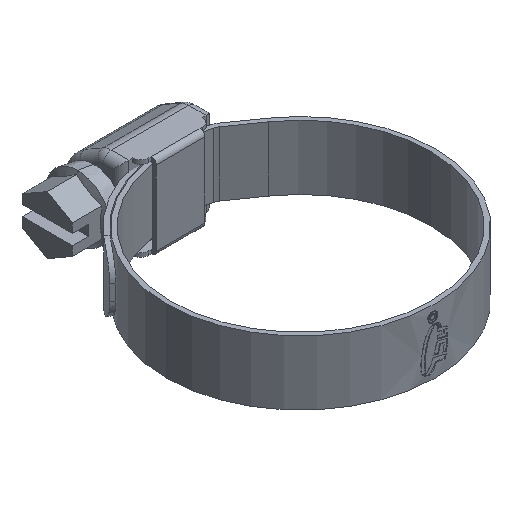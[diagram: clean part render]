
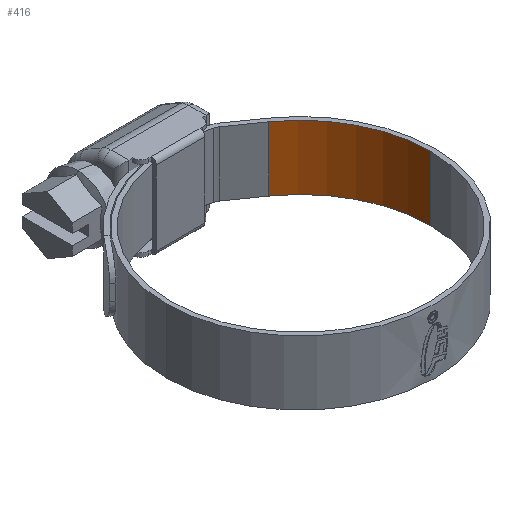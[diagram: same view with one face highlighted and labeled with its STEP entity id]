
A CAD part, isometric view. The second image highlights one B-rep face of the part: STEP entity #416.
In plain terms, the highlighted cylindrical face has radius 16 mm (diameter 32 mm), a partial arc.
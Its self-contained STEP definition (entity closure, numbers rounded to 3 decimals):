
#20 = ORIENTED_EDGE ( 'NONE', *, *, #4909, .F. ) ;
#402 = VERTEX_POINT ( 'NONE', #5678 ) ;
#416 = ADVANCED_FACE ( 'NONE', ( #6895 ), #1541, .F. ) ;
#792 = DIRECTION ( 'NONE',  ( 1., 0., 0. ) ) ;
#808 = CARTESIAN_POINT ( 'NONE',  ( 9.177, 13.106, 3.96 ) ) ;
#1305 = DIRECTION ( 'NONE',  ( 0., 0., 1. ) ) ;
#1511 = VERTEX_POINT ( 'NONE', #7053 ) ;
#1541 = CYLINDRICAL_SURFACE ( 'NONE', #4102, 16. ) ;
#2674 = VERTEX_POINT ( 'NONE', #4196 ) ;
#2865 = VECTOR ( 'NONE', #6822, 1000. ) ;
#2975 = EDGE_LOOP ( 'NONE', ( #20, #3844, #7013, #6450 ) ) ;
#3027 = CARTESIAN_POINT ( 'NONE',  ( 0., 0., -3.96 ) ) ;
#3031 = LINE ( 'NONE', #6194, #6187 ) ;
#3189 = AXIS2_PLACEMENT_3D ( 'NONE', #4729, #6325, #3686 ) ;
#3686 = DIRECTION ( 'NONE',  ( 1., 0., 0. ) ) ;
#3844 = ORIENTED_EDGE ( 'NONE', *, *, #4012, .T. ) ;
#3857 = VERTEX_POINT ( 'NONE', #5864 ) ;
#4005 = AXIS2_PLACEMENT_3D ( 'NONE', #3027, #1305, #792 ) ;
#4012 = EDGE_CURVE ( 'NONE', #2674, #3857, #6303, .T. ) ;
#4102 = AXIS2_PLACEMENT_3D ( 'NONE', #4207, #4753, #5790 ) ;
#4196 = CARTESIAN_POINT ( 'NONE',  ( 16., 0., 3.96 ) ) ;
#4207 = CARTESIAN_POINT ( 'NONE',  ( 0., 0., 3.96 ) ) ;
#4729 = CARTESIAN_POINT ( 'NONE',  ( 0., 0., 3.96 ) ) ;
#4753 = DIRECTION ( 'NONE',  ( 0., 0., -1. ) ) ;
#4909 = EDGE_CURVE ( 'NONE', #2674, #402, #3031, .T. ) ;
#5106 = DIRECTION ( 'NONE',  ( 0., 0., -1. ) ) ;
#5155 = LINE ( 'NONE', #808, #2865 ) ;
#5678 = CARTESIAN_POINT ( 'NONE',  ( 16., 0., -3.96 ) ) ;
#5790 = DIRECTION ( 'NONE',  ( -1., 0., 0. ) ) ;
#5864 = CARTESIAN_POINT ( 'NONE',  ( 9.177, 13.106, 3.96 ) ) ;
#6027 = EDGE_CURVE ( 'NONE', #402, #1511, #7016, .T. ) ;
#6187 = VECTOR ( 'NONE', #5106, 1000. ) ;
#6194 = CARTESIAN_POINT ( 'NONE',  ( 16., 0., 3.96 ) ) ;
#6303 = CIRCLE ( 'NONE', #3189, 16. ) ;
#6325 = DIRECTION ( 'NONE',  ( 0., 0., 1. ) ) ;
#6450 = ORIENTED_EDGE ( 'NONE', *, *, #6027, .F. ) ;
#6591 = EDGE_CURVE ( 'NONE', #3857, #1511, #5155, .T. ) ;
#6822 = DIRECTION ( 'NONE',  ( 0., 0., -1. ) ) ;
#6895 = FACE_OUTER_BOUND ( 'NONE', #2975, .T. ) ;
#7013 = ORIENTED_EDGE ( 'NONE', *, *, #6591, .T. ) ;
#7016 = CIRCLE ( 'NONE', #4005, 16. ) ;
#7053 = CARTESIAN_POINT ( 'NONE',  ( 9.177, 13.106, -3.96 ) ) ;
